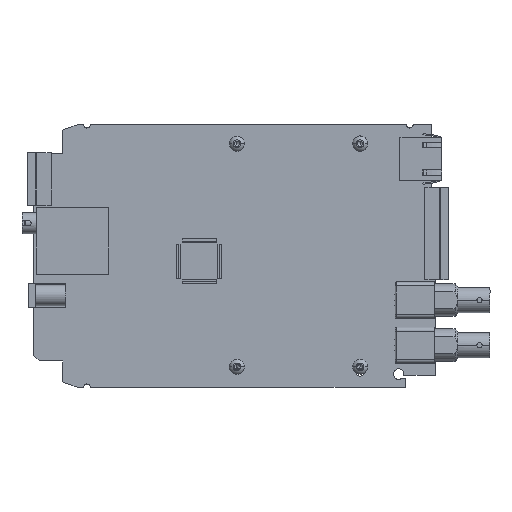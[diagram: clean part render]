
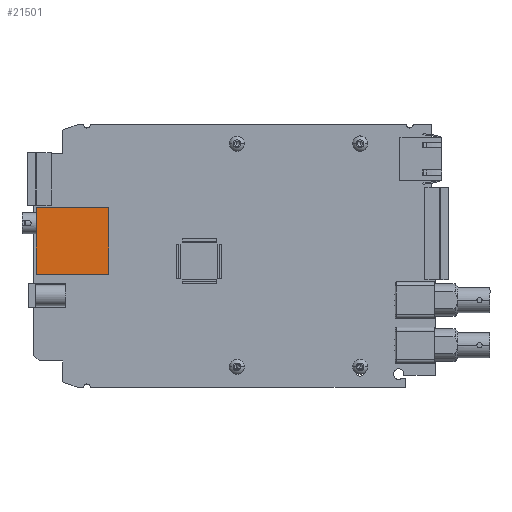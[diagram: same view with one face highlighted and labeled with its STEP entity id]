
A CAD part, front view. The second image highlights one B-rep face of the part: STEP entity #21501.
In plain terms, the highlighted face is planar.
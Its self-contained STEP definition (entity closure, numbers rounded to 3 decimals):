
#4216 = FACE_OUTER_BOUND ( 'NONE', #31798, .T. ) ;
#7476 = CARTESIAN_POINT ( 'NONE',  ( 0., 10., 0. ) ) ;
#7480 = PLANE ( 'NONE',  #8381 ) ;
#7482 = DIRECTION ( 'NONE',  ( 0., 1., 0. ) ) ;
#7483 = DIRECTION ( 'NONE',  ( 0., 0., 1. ) ) ;
#8154 = CARTESIAN_POINT ( 'NONE',  ( -13.75, 10., 12.75 ) ) ;
#8185 = CARTESIAN_POINT ( 'NONE',  ( 13.75, 10., -12.75 ) ) ;
#8191 = CARTESIAN_POINT ( 'NONE',  ( 13.75, 10., 12.75 ) ) ;
#8212 = CARTESIAN_POINT ( 'NONE',  ( -13.75, 10., -12.75 ) ) ;
#8381 = AXIS2_PLACEMENT_3D ( 'NONE', #7476, #7482, #7483 ) ;
#12688 = LINE ( 'NONE', #13612, #12693 ) ;
#12692 = LINE ( 'NONE', #13624, #12702 ) ;
#12693 = VECTOR ( 'NONE', #13620, 1000. ) ;
#12699 = LINE ( 'NONE', #13623, #12708 ) ;
#12702 = VECTOR ( 'NONE', #13630, 1000. ) ;
#12708 = VECTOR ( 'NONE', #13635, 1000. ) ;
#12709 = LINE ( 'NONE', #13638, #12712 ) ;
#12712 = VECTOR ( 'NONE', #13639, 1000. ) ;
#13612 = CARTESIAN_POINT ( 'NONE',  ( -13.75, 10., 12.75 ) ) ;
#13620 = DIRECTION ( 'NONE',  ( 0., 0., 1. ) ) ;
#13623 = CARTESIAN_POINT ( 'NONE',  ( 13.75, 10., 12.75 ) ) ;
#13624 = CARTESIAN_POINT ( 'NONE',  ( 13.75, 10., 12.75 ) ) ;
#13630 = DIRECTION ( 'NONE',  ( 1., 0., 0. ) ) ;
#13635 = DIRECTION ( 'NONE',  ( 0., 0., -1. ) ) ;
#13638 = CARTESIAN_POINT ( 'NONE',  ( 13.75, 10., -12.75 ) ) ;
#13639 = DIRECTION ( 'NONE',  ( -1., 0., 0. ) ) ;
#21501 = ADVANCED_FACE ( 'NONE', ( #4216 ), #7480, .T. ) ;
#22031 = VERTEX_POINT ( 'NONE', #8154 ) ;
#22063 = VERTEX_POINT ( 'NONE', #8185 ) ;
#22069 = VERTEX_POINT ( 'NONE', #8191 ) ;
#22092 = VERTEX_POINT ( 'NONE', #8212 ) ;
#22904 = ORIENTED_EDGE ( 'NONE', *, *, #24160, .T. ) ;
#22905 = ORIENTED_EDGE ( 'NONE', *, *, #24165, .T. ) ;
#22906 = ORIENTED_EDGE ( 'NONE', *, *, #24168, .T. ) ;
#22907 = ORIENTED_EDGE ( 'NONE', *, *, #24170, .T. ) ;
#24160 = EDGE_CURVE ( 'NONE', #22092, #22031, #12688, .T. ) ;
#24165 = EDGE_CURVE ( 'NONE', #22031, #22069, #12692, .T. ) ;
#24168 = EDGE_CURVE ( 'NONE', #22069, #22063, #12699, .T. ) ;
#24170 = EDGE_CURVE ( 'NONE', #22063, #22092, #12709, .T. ) ;
#31798 = EDGE_LOOP ( 'NONE', ( #22904, #22905, #22906, #22907 ) ) ;
